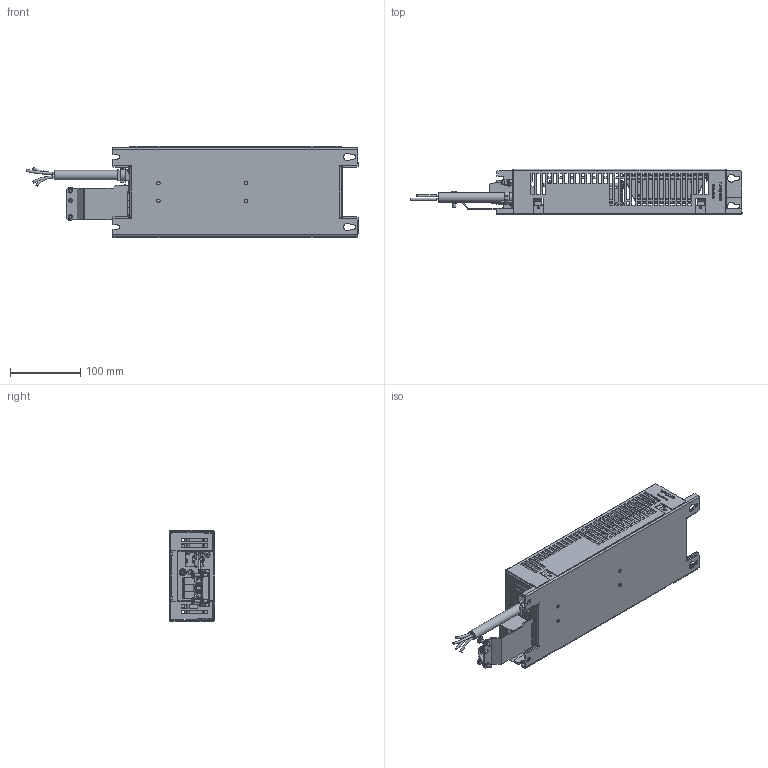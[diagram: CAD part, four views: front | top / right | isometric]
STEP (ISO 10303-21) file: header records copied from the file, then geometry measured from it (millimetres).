
FILE_DESCRIPTION (( 'STEP AP214' ), '1' );
FILE_NAME ('B 1404105.STEP', '2015-02-19T10:20:08', ( 'EDV' ), ( 'Microsoft' ), 'SwSTEP 2.0', 'SolidWorks 2014', '' );
FILE_SCHEMA (( 'AUTOMOTIVE_DESIGN' ));
Length unit declared in the file: millimetre
Products named in the file (34): pan head cross collar screw_din_DIN 967 - M4 x 20 - Z --- 18.6N; hex nut style 1 gradeab_din_Hexagon Nut ISO 4032 - M5 - D - N; hex screw gradeab_din_ISO 4017 - M5 x 20-N; curved spring lock washer_din_Spring washer DIN 128 - A5; plain washer grade a_din_Washer DIN 125 - A 5.3; serrated lock washer 1_din_DIN 6798-A5.3; #150-2275; M5x115-DIN84; Luftspalt 120x20x0,4mm; 141022 Spannwinkel 1; #145-0004; 141022 Spannwinkel 2; Wickel f黵 #150-2275; pan head cross recess screw_din_ISO 7045 - M4 x 6 - Z --- 6N; CAV120C; plain washer grade a_din_Washer DIN 125 - A 3.7; +927643-0001; +1195-0016; +3810-0138; 130912 Leitung Unterbaufilter; #020-2647; #020-2578_variante b; HDFK10-HV_1,5mm; 130912 Schirmblech Unterbaufilter; Gehäusedeckel für #020-2578; Gehäuseschale für #020-2578_variante a; EinpressbuchseM4x8; pan head cross recess screw_din_ISO 7045 - M4 x 8 - Z --- 8N; Warnschild.SLDPRT.; B 1404105; plain washer grade a_din_Washer DIN 125 - A 4.3; countersunk flat head cross recess screw_din_ISO 7046-1 - M4 x 10 - Z --- 10N
Assembly tree (87 placements, depth 3):
  B 1404105
    #020-2578_variante b
      Gehäuseschale für #020-2578_variante a
      Gehäusedeckel für #020-2578
      130912 Schirmblech Unterbaufilter
    130912 Leitung Unterbaufilter
    +1195-0016
    +927643-0001
    CAV120C  x3
    #150-2275
      Wickel f黵 #150-2275  x3
      #145-0004  x7
      Luftspalt 120x20x0,4mm  x2
    plain washer grade a_din_Washer DIN 125 - A 5.3  x11
    curved spring lock washer_din_Spring washer DIN 128 - A5
    hex nut style 1 gradeab_din_Hexagon Nut ISO 4032 - M5 - D - N  x6
    plain washer grade a_din_Washer DIN 125 - A 4.3  x8
    pan head cross recess screw_din_ISO 7045 - M4 x 8 - Z --- 8N  x8
    EinpressbuchseM4x8  x6
    HDFK10-HV_1,5mm
    HDFK10-HV_1,5mm
    HDFK10-HV_1,5mm
    #020-2647
    +3810-0138  x3
    plain washer grade a_din_Washer DIN 125 - A 3.7
    pan head cross recess screw_din_ISO 7045 - M4 x 6 - Z --- 6N
    141022 Spannwinkel 2
    141022 Spannwinkel 1
    M5x115-DIN84  x4
    serrated lock washer 1_din_DIN 6798-A5.3
    hex screw gradeab_din_ISO 4017 - M5 x 20-N
    pan head cross collar screw_din_DIN 967 - M4 x 20 - Z --- 18.6N  x2
    countersunk flat head cross recess screw_din_ISO 7046-1 - M4 x 10 - Z --- 10N  x4
    Warnschild.SLDPRT.
Bounding box: 474.17 x 65.5 x 130 mm (x, y, z)
Volume: 726432.8 mm3; surface area: 561232.4 mm2
Topology: 116 solids, 116 shells, 5007 faces, 12939 edges, 8345 vertices
Faces by surface type: plane 3402, cylinder 892, bspline 467, cone 184, torus 35, sphere 27
Full cylindrical faces by diameter (mm): 0.8 x6, 0.93 x1, 1.709 x36, 2 x60, 3 x9, 3.2 x8, 3.3 x10, 3.7 x1, 4 x23, 4.2 x10, 4.3 x8, 4.4 x4, 4.5 x5, 5 x26, 5.3 x12, 5.4 x1, 5.5 x8, 5.6 x3, 6 x8, 6.5 x6, 6.8 x4, 6.95 x1, 7 x4, 7.1 x12, 7.15 x1, 7.8 x3, 8 x11, 8.4 x4, 9 x8, 10 x18
Entity records: 147765 total; most frequent: CARTESIAN_POINT 45037, ORIENTED_EDGE 18490, DIRECTION 15620, EDGE_CURVE 9245, LINE 7182, VECTOR 7182, VERTEX_POINT 6128, EDGE_LOOP 4433
